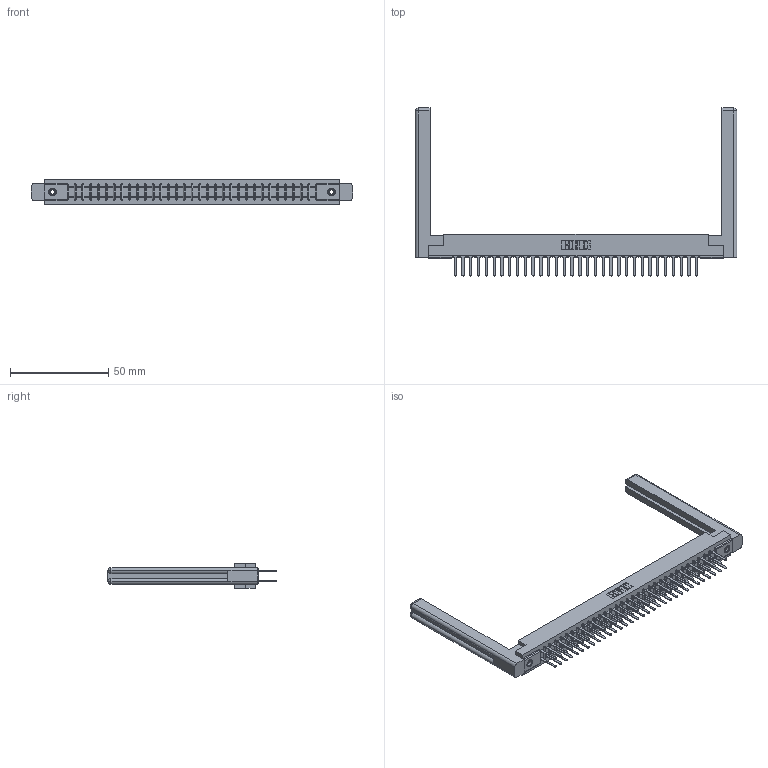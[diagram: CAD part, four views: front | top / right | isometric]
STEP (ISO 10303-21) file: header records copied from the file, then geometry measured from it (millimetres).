
FILE_DESCRIPTION (( 'STEP AP203' ), '1' );
FILE_NAME ('307-064-422-258.STEP', '2020-09-30T17:39:52', ( '' ), ( '' ), 'SwSTEP 2.0', 'SolidWorks 2020', '' );
FILE_SCHEMA (( 'CONFIG_CONTROL_DESIGN' ));
Length unit declared in the file: inch
Products named in the file (5): 307 Part_.156 Dia Mounting Holes; 307-064-422-258; 345-250-001_345-250-001-102; 307-290-001_522; 307-220-058
Assembly tree (69 placements, depth 2):
  307-064-422-258
    307 Part_.156 Dia Mounting Holes
    307-290-001_522  x64
    307-220-058  x2
    345-250-001_345-250-001-102  x2
Bounding box: 163.42 x 85.42 x 12.7 mm (x, y, z)
Volume: 24574.6 mm3; surface area: 26734.8 mm2
Topology: 69 solids, 69 shells, 3237 faces, 8997 edges, 5810 vertices
Faces by surface type: plane 2138, cylinder 1009, sphere 66, torus 12, cone 12
Entity records: 32291 total; most frequent: CARTESIAN_POINT 5303, ORIENTED_EDGE 5196, DIRECTION 5156, EDGE_CURVE 2598, LINE 1986, VECTOR 1986, VERTEX_POINT 1678, AXIS2_PLACEMENT_3D 1585
